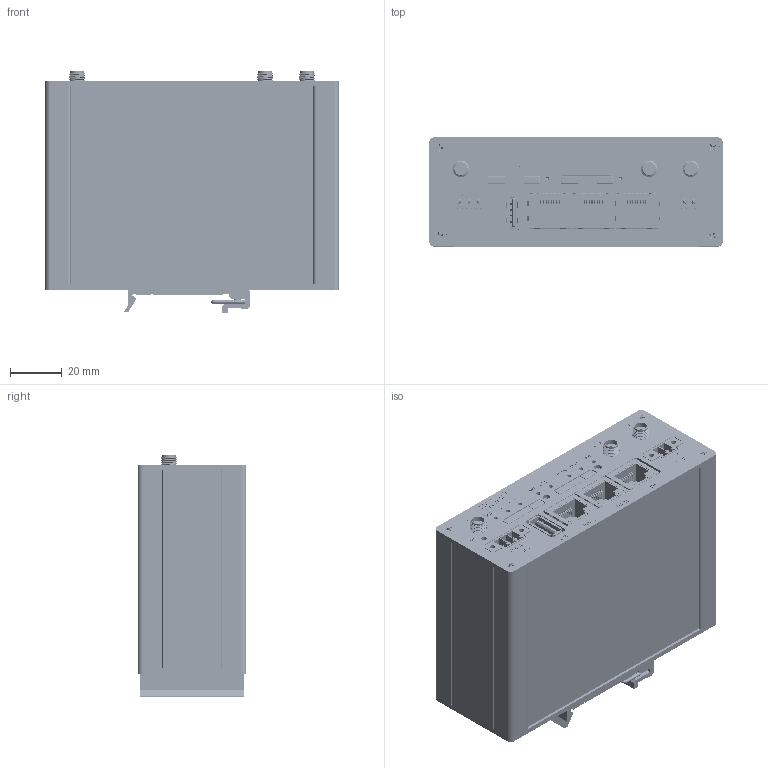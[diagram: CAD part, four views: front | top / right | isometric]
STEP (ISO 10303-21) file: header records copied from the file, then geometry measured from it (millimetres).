
FILE_DESCRIPTION (( 'STEP AP214' ), '1' );
FILE_NAME ('UR5i_v2F_SL_DGA.STEP', '2019-02-06T11:48:27', ( '' ), ( '' ), 'SwSTEP 2.0', 'SolidWorks 2018', '' );
FILE_SCHEMA (( 'AUTOMOTIVE_DESIGN' ));
Length unit declared in the file: millimetre
Products named in the file (28): 691325110002_03; 691325110003; 691325110002_04; USBR-A-S-F-O-SM; M2_5x5_PH_silver; BB-SBD40_model_silver; 691325110002; UR5i_v2F_SL_DGA; 691325110002_05; 691325110003_02; 691325110003_03; 691325110003_06; 500_CKC2_UR5i_v2F_SL_3A_NL_DGA; 691325110003_05; RJ45_J3011G21DNL; SMA-J-P-H-ST-EM3; 691325110003_01; Profil_BB-SBD40; 691325110002_02; kolik_BB-SBD40; 656_CKC2_zadni_celo_v2_router; 691325110002_01; Screw_box_7982    49,5-mattssons; CKK2_box; Pero_BB-SBD40; 691325110003_04; SIM_holder; SIM_912283001___ _________
Assembly tree (43 placements, depth 3):
  UR5i_v2F_SL_DGA
    CKK2_box
    500_CKC2_UR5i_v2F_SL_3A_NL_DGA
    656_CKC2_zadni_celo_v2_router
    RJ45_J3011G21DNL  x3
    Screw_box_7982    49,5-mattssons  x8
    SIM_912283001___ _________  x2
    SIM_holder  x2
    USBR-A-S-F-O-SM
    691325110003
      691325110003_01
      691325110003_02
      691325110003_03
      691325110003_04
      691325110003_05
      691325110003_06
    691325110002
      691325110002_01
      691325110002_02
      691325110002_03
      691325110002_04
      691325110002_05
    SMA-J-P-H-ST-EM3  x3
    BB-SBD40_model_silver
      Profil_BB-SBD40
      kolik_BB-SBD40
      Pero_BB-SBD40
    M2_5x5_PH_silver  x4
Bounding box: 113.2 x 42 x 93.4 mm (x, y, z)
Volume: 87289 mm3; surface area: 99429.4 mm2
Topology: 45 solids, 45 shells, 6251 faces, 16886 edges, 10929 vertices
Faces by surface type: plane 4040, cylinder 1051, bspline 840, cone 302, torus 18
Entity records: 307417 total; most frequent: CARTESIAN_POINT 204484, ORIENTED_EDGE 19610, DIRECTION 15345, EDGE_CURVE 9805, VECTOR 7475, LINE 7475, VERTEX_POINT 6400, AXIS2_PLACEMENT_3D 3935
